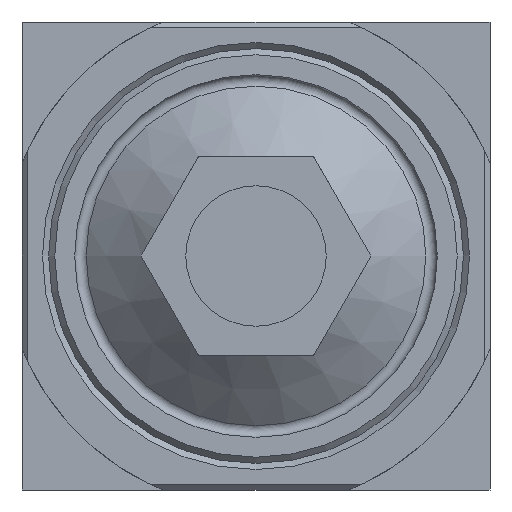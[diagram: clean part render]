
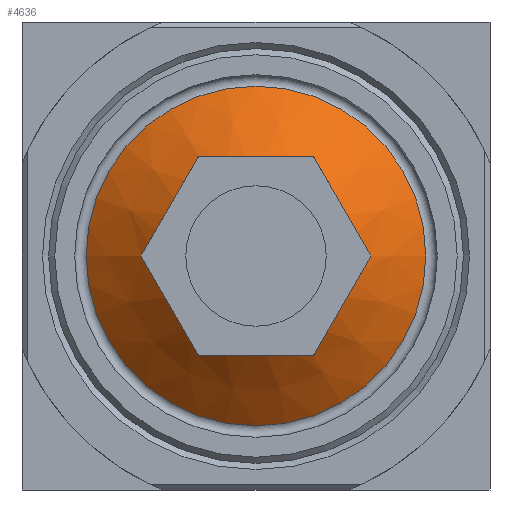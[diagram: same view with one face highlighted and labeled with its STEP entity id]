
A CAD part, front view. The second image highlights one B-rep face of the part: STEP entity #4636.
In plain terms, the highlighted conical face has half-angle 49.63 degrees and reference radius 14.511 mm.
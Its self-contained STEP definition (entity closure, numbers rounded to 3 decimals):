
#65=CONICAL_SURFACE('',#4933,14.511,0.866);
#635=B_SPLINE_CURVE_WITH_KNOTS('',3,(#6633,#6634,#6635,#6636,#6637,#6638),
 .UNSPECIFIED.,.F.,.F.,(4,1,1,4),(0.,0.003,
0.005,0.01),.UNSPECIFIED.);
#636=B_SPLINE_CURVE_WITH_KNOTS('',3,(#6641,#6642,#6643,#6644,#6645,#6646,
#6647),.UNSPECIFIED.,.F.,.F.,(4,1,1,1,4),(0.013,0.016,
0.018,0.021,0.023),.UNSPECIFIED.);
#637=B_SPLINE_CURVE_WITH_KNOTS('',3,(#6649,#6650,#6651,#6652,#6653,#6654),
 .UNSPECIFIED.,.F.,.F.,(4,1,1,4),(0.,0.003,
0.005,0.01),.UNSPECIFIED.);
#638=B_SPLINE_CURVE_WITH_KNOTS('',3,(#6656,#6657,#6658,#6659,#6660,#6661),
 .UNSPECIFIED.,.F.,.F.,(4,1,1,4),(0.,0.003,
0.005,0.01),.UNSPECIFIED.);
#639=B_SPLINE_CURVE_WITH_KNOTS('',3,(#6663,#6664,#6665,#6666,#6667,#6668,
#6669),.UNSPECIFIED.,.F.,.F.,(4,1,1,1,4),(0.013,0.016,
0.018,0.021,0.023),.UNSPECIFIED.);
#640=B_SPLINE_CURVE_WITH_KNOTS('',3,(#6671,#6672,#6673,#6674,#6675,#6676),
 .UNSPECIFIED.,.F.,.F.,(4,1,1,4),(0.,0.003,
0.005,0.01),.UNSPECIFIED.);
#818=ORIENTED_EDGE('',*,*,#1740,.F.);
#819=ORIENTED_EDGE('',*,*,#1741,.F.);
#820=ORIENTED_EDGE('',*,*,#1742,.F.);
#821=ORIENTED_EDGE('',*,*,#1743,.F.);
#822=ORIENTED_EDGE('',*,*,#1744,.F.);
#823=ORIENTED_EDGE('',*,*,#1745,.F.);
#824=ORIENTED_EDGE('',*,*,#1746,.T.);
#1740=EDGE_CURVE('',#2184,#2185,#635,.T.);
#1741=EDGE_CURVE('',#2186,#2184,#636,.T.);
#1742=EDGE_CURVE('',#2187,#2186,#637,.T.);
#1743=EDGE_CURVE('',#2188,#2187,#638,.T.);
#1744=EDGE_CURVE('',#2189,#2188,#639,.T.);
#1745=EDGE_CURVE('',#2185,#2189,#640,.T.);
#1746=EDGE_CURVE('',#2190,#2190,#2523,.T.);
#2184=VERTEX_POINT('',#6639);
#2185=VERTEX_POINT('',#6640);
#2186=VERTEX_POINT('',#6648);
#2187=VERTEX_POINT('',#6655);
#2188=VERTEX_POINT('',#6662);
#2189=VERTEX_POINT('',#6670);
#2190=VERTEX_POINT('',#6678);
#2523=CIRCLE('',#4934,14.511);
#2704=EDGE_LOOP('',(#818,#819,#820,#821,#822,#823));
#2705=EDGE_LOOP('',(#824));
#2988=FACE_BOUND('',#2704,.T.);
#2989=FACE_BOUND('',#2705,.T.);
#4636=ADVANCED_FACE('',(#2988,#2989),#65,.T.);
#4933=AXIS2_PLACEMENT_3D('',#6632,#5521,#5522);
#4934=AXIS2_PLACEMENT_3D('',#6677,#5523,#5524);
#5521=DIRECTION('',(0.,1.,0.));
#5522=DIRECTION('',(0.,0.,1.));
#5523=DIRECTION('',(0.,-1.,0.));
#5524=DIRECTION('',(0.,0.,-1.));
#6632=CARTESIAN_POINT('',(0.,-16.249,0.));
#6633=CARTESIAN_POINT('',(8.5,-20.242,4.907));
#6634=CARTESIAN_POINT('',(7.823,-20.575,5.299));
#6635=CARTESIAN_POINT('',(6.45,-21.135,6.091));
#6636=CARTESIAN_POINT('',(3.5,-21.585,7.794));
#6637=CARTESIAN_POINT('',(1.356,-20.908,9.032));
#6638=CARTESIAN_POINT('',(0.,-20.242,9.815));
#6639=CARTESIAN_POINT('',(8.5,-20.242,4.907));
#6640=CARTESIAN_POINT('',(0.,-20.242,9.815));
#6641=CARTESIAN_POINT('',(8.5,-20.242,-4.907));
#6642=CARTESIAN_POINT('',(8.5,-20.568,-4.141));
#6643=CARTESIAN_POINT('',(8.5,-21.13,-2.557));
#6644=CARTESIAN_POINT('',(8.5,-21.474,-0.012));
#6645=CARTESIAN_POINT('',(8.5,-21.135,2.539));
#6646=CARTESIAN_POINT('',(8.5,-20.573,4.129));
#6647=CARTESIAN_POINT('',(8.5,-20.242,4.907));
#6648=CARTESIAN_POINT('',(8.5,-20.242,-4.907));
#6649=CARTESIAN_POINT('',(0.,-20.242,-9.815));
#6650=CARTESIAN_POINT('',(0.677,-20.575,-9.424));
#6651=CARTESIAN_POINT('',(2.05,-21.135,-8.631));
#6652=CARTESIAN_POINT('',(5.,-21.585,-6.928));
#6653=CARTESIAN_POINT('',(7.144,-20.908,-5.691));
#6654=CARTESIAN_POINT('',(8.5,-20.242,-4.907));
#6655=CARTESIAN_POINT('',(0.,-20.242,-9.815));
#6656=CARTESIAN_POINT('',(-8.5,-20.242,-4.907));
#6657=CARTESIAN_POINT('',(-7.823,-20.575,-5.299));
#6658=CARTESIAN_POINT('',(-6.45,-21.135,-6.091));
#6659=CARTESIAN_POINT('',(-3.5,-21.585,-7.794));
#6660=CARTESIAN_POINT('',(-1.356,-20.908,-9.032));
#6661=CARTESIAN_POINT('',(0.,-20.242,-9.815));
#6662=CARTESIAN_POINT('',(-8.5,-20.242,-4.907));
#6663=CARTESIAN_POINT('',(-8.5,-20.242,4.907));
#6664=CARTESIAN_POINT('',(-8.5,-20.568,4.141));
#6665=CARTESIAN_POINT('',(-8.5,-21.13,2.557));
#6666=CARTESIAN_POINT('',(-8.5,-21.474,0.012));
#6667=CARTESIAN_POINT('',(-8.5,-21.135,-2.539));
#6668=CARTESIAN_POINT('',(-8.5,-20.573,-4.129));
#6669=CARTESIAN_POINT('',(-8.5,-20.242,-4.907));
#6670=CARTESIAN_POINT('',(-8.5,-20.242,4.907));
#6671=CARTESIAN_POINT('',(0.,-20.242,9.815));
#6672=CARTESIAN_POINT('',(-0.677,-20.575,9.424));
#6673=CARTESIAN_POINT('',(-2.05,-21.135,8.631));
#6674=CARTESIAN_POINT('',(-5.,-21.585,6.928));
#6675=CARTESIAN_POINT('',(-7.144,-20.908,5.691));
#6676=CARTESIAN_POINT('',(-8.5,-20.242,4.907));
#6677=CARTESIAN_POINT('',(0.,-16.249,0.));
#6678=CARTESIAN_POINT('',(0.,-16.249,-14.511));
